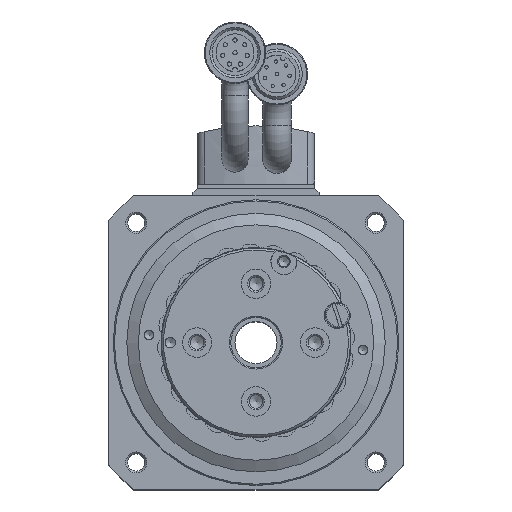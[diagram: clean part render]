
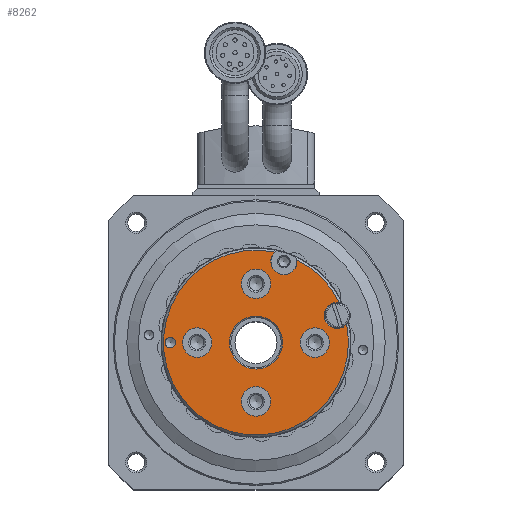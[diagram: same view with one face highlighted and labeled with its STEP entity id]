
A CAD part, top view. The second image highlights one B-rep face of the part: STEP entity #8262.
In plain terms, the highlighted planar face has unit normal (0, 0, 1).
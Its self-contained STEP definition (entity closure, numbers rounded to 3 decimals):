
#830=CIRCLE('',#11003,22.);
#831=CIRCLE('',#11005,22.);
#832=CIRCLE('',#11007,6.3);
#833=CIRCLE('',#11008,3.5);
#834=CIRCLE('',#11009,1.25);
#835=CIRCLE('',#11010,3.1);
#836=CIRCLE('',#11011,3.1);
#837=CIRCLE('',#11012,3.5);
#838=CIRCLE('',#11013,3.5);
#839=CIRCLE('',#11014,3.5);
#2594=ORIENTED_EDGE('',*,*,#3883,.T.);
#2595=ORIENTED_EDGE('',*,*,#3884,.T.);
#2596=ORIENTED_EDGE('',*,*,#3885,.T.);
#2597=ORIENTED_EDGE('',*,*,#3886,.F.);
#2598=ORIENTED_EDGE('',*,*,#3882,.F.);
#2599=ORIENTED_EDGE('',*,*,#3887,.F.);
#2600=ORIENTED_EDGE('',*,*,#3879,.F.);
#2601=ORIENTED_EDGE('',*,*,#3888,.T.);
#2602=ORIENTED_EDGE('',*,*,#3889,.T.);
#2603=ORIENTED_EDGE('',*,*,#3890,.T.);
#3879=EDGE_CURVE('',#4746,#4745,#830,.T.);
#3882=EDGE_CURVE('',#4748,#4747,#831,.T.);
#3883=EDGE_CURVE('',#4749,#4749,#832,.T.);
#3884=EDGE_CURVE('',#4750,#4750,#833,.F.);
#3885=EDGE_CURVE('',#4751,#4751,#834,.T.);
#3886=EDGE_CURVE('',#4747,#4746,#835,.T.);
#3887=EDGE_CURVE('',#4745,#4748,#836,.T.);
#3888=EDGE_CURVE('',#4752,#4752,#837,.T.);
#3889=EDGE_CURVE('',#4753,#4753,#838,.T.);
#3890=EDGE_CURVE('',#4754,#4754,#839,.T.);
#4745=VERTEX_POINT('',#16119);
#4746=VERTEX_POINT('',#16124);
#4747=VERTEX_POINT('',#16131);
#4748=VERTEX_POINT('',#16136);
#4749=VERTEX_POINT('',#16140);
#4750=VERTEX_POINT('',#16142);
#4751=VERTEX_POINT('',#16144);
#4752=VERTEX_POINT('',#16148);
#4753=VERTEX_POINT('',#16150);
#4754=VERTEX_POINT('',#16152);
#6432=EDGE_LOOP('',(#2594));
#6433=EDGE_LOOP('',(#2595));
#6434=EDGE_LOOP('',(#2596));
#6435=EDGE_LOOP('',(#2597,#2598,#2599,#2600));
#6436=EDGE_LOOP('',(#2601));
#6437=EDGE_LOOP('',(#2602));
#6438=EDGE_LOOP('',(#2603));
#7359=FACE_BOUND('',#6432,.T.);
#7360=FACE_BOUND('',#6433,.T.);
#7361=FACE_BOUND('',#6434,.T.);
#7362=FACE_BOUND('',#6435,.T.);
#7363=FACE_BOUND('',#6436,.T.);
#7364=FACE_BOUND('',#6437,.T.);
#7365=FACE_BOUND('',#6438,.T.);
#7760=PLANE('',#11006);
#8262=ADVANCED_FACE('',(#7359,#7360,#7361,#7362,#7363,#7364,#7365),#7760,
 .T.);
#11003=AXIS2_PLACEMENT_3D('',#16125,#13419,#13420);
#11005=AXIS2_PLACEMENT_3D('',#16137,#13423,#13424);
#11006=AXIS2_PLACEMENT_3D('',#16138,#13425,#13426);
#11007=AXIS2_PLACEMENT_3D('',#16139,#13427,#13428);
#11008=AXIS2_PLACEMENT_3D('',#16141,#13429,#13430);
#11009=AXIS2_PLACEMENT_3D('',#16143,#13431,#13432);
#11010=AXIS2_PLACEMENT_3D('',#16145,#13433,#13434);
#11011=AXIS2_PLACEMENT_3D('',#16146,#13435,#13436);
#11012=AXIS2_PLACEMENT_3D('',#16147,#13437,#13438);
#11013=AXIS2_PLACEMENT_3D('',#16149,#13439,#13440);
#11014=AXIS2_PLACEMENT_3D('',#16151,#13441,#13442);
#13419=DIRECTION('',(0.,0.,-1.));
#13420=DIRECTION('',(-1.,0.,0.));
#13423=DIRECTION('',(0.,0.,-1.));
#13424=DIRECTION('',(-1.,0.,0.));
#13425=DIRECTION('',(0.,0.,1.));
#13426=DIRECTION('',(1.,0.,0.));
#13427=DIRECTION('',(0.,0.,-1.));
#13428=DIRECTION('',(-1.,0.,0.));
#13429=DIRECTION('',(0.,0.,1.));
#13430=DIRECTION('',(1.,0.,0.));
#13431=DIRECTION('',(0.,0.,-1.));
#13432=DIRECTION('',(-1.,0.,0.));
#13433=DIRECTION('',(0.,0.,1.));
#13434=DIRECTION('',(1.,0.,0.));
#13435=DIRECTION('',(0.,0.,1.));
#13436=DIRECTION('',(1.,0.,0.));
#13437=DIRECTION('',(0.,0.,-1.));
#13438=DIRECTION('',(-1.,0.,0.));
#13439=DIRECTION('',(0.,0.,-1.));
#13440=DIRECTION('',(-1.,0.,0.));
#13441=DIRECTION('',(0.,0.,-1.));
#13442=DIRECTION('',(-1.,0.,0.));
#16119=CARTESIAN_POINT('',(4.504,21.534,13.9));
#16124=CARTESIAN_POINT('',(21.572,4.316,13.9));
#16125=CARTESIAN_POINT('',(0.,0.,13.9));
#16131=CARTESIAN_POINT('',(19.826,9.536,13.9));
#16136=CARTESIAN_POINT('',(9.708,19.742,13.9));
#16137=CARTESIAN_POINT('',(0.,0.,13.9));
#16138=CARTESIAN_POINT('',(0.,22.,13.9));
#16139=CARTESIAN_POINT('',(0.,0.,13.9));
#16140=CARTESIAN_POINT('',(-6.3,0.,13.9));
#16141=CARTESIAN_POINT('',(0.,14.,13.9));
#16142=CARTESIAN_POINT('',(3.5,14.,13.9));
#16143=CARTESIAN_POINT('',(-20.4,0.,13.9));
#16144=CARTESIAN_POINT('',(-21.65,0.,13.9));
#16145=CARTESIAN_POINT('',(19.346,6.473,13.9));
#16146=CARTESIAN_POINT('',(6.642,19.289,13.9));
#16147=CARTESIAN_POINT('',(-14.,0.,13.9));
#16148=CARTESIAN_POINT('',(-17.5,0.,13.9));
#16149=CARTESIAN_POINT('',(0.,-14.,13.9));
#16150=CARTESIAN_POINT('',(-3.5,-14.,13.9));
#16151=CARTESIAN_POINT('',(14.,0.,13.9));
#16152=CARTESIAN_POINT('',(10.5,0.,13.9));
